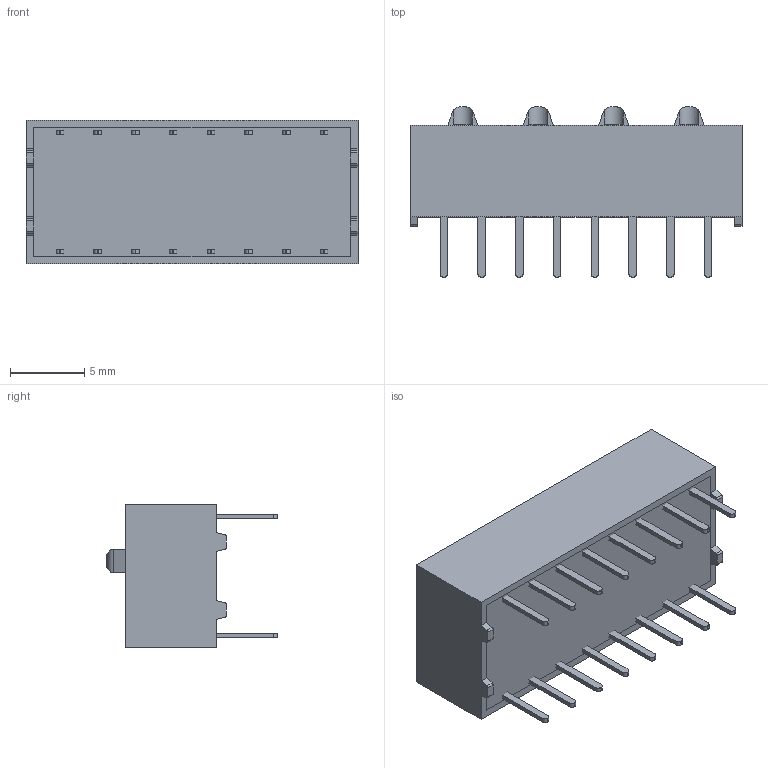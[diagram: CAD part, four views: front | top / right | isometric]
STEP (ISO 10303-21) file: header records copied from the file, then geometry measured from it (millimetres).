
FILE_DESCRIPTION((''),'2;1');
FILE_NAME('78J04T_SW0001','2018-08-13T',('erenkor'),(''),'PRO/ENGINEER BY PARAMETRIC TECHNOLOGY CORPORATION, 2016100','PRO/ENGINEER BY PARAMETRIC TECHNOLOGY CORPORATION, 2016100','');
FILE_SCHEMA(('CONFIG_CONTROL_DESIGN'));
Length unit declared in the file: inch
Products named in the file (1): 78J04T_SW0001
Bounding box: 22.35 x 11.47 x 9.65 mm (x, y, z)
Surface area: 1180 mm2 (no closed solid volume)
Topology: 0 solids, 22 shells, 208 faces, 746 edges, 556 vertices
Faces by surface type: plane 152, cylinder 56
Entity records: 8003 total; most frequent: CARTESIAN_POINT 1638, DIRECTION 1274, ORIENTED_EDGE 1200, EDGE_CURVE 746, VECTOR 602, LINE 602, VERTEX_POINT 556, AXIS2_PLACEMENT_3D 336
